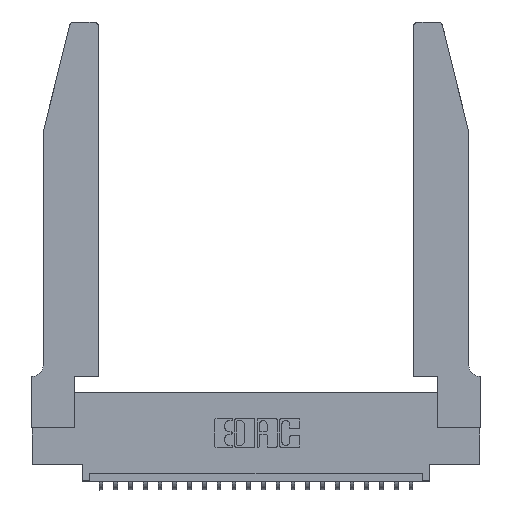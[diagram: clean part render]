
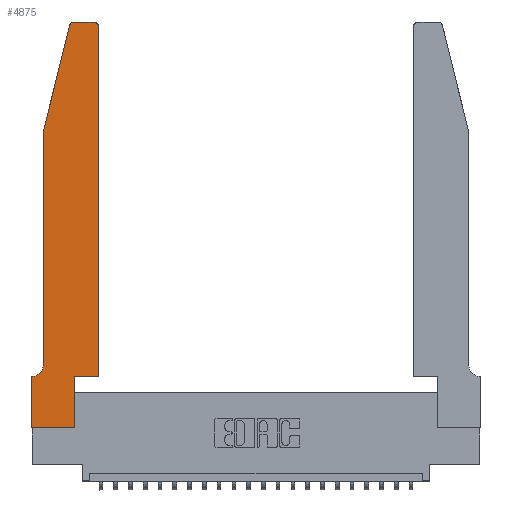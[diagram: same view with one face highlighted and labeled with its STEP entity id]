
A CAD part, top view. The second image highlights one B-rep face of the part: STEP entity #4875.
In plain terms, the highlighted planar face has unit normal (0, 0, 1).
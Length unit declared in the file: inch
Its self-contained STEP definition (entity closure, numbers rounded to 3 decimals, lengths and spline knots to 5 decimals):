
#246 = DIRECTION ( 'NONE',  ( 0., -1., 0. ) ) ;
#872 = CARTESIAN_POINT ( 'NONE',  ( 0.2865, 0.35, 0.37 ) ) ;
#1161 = ORIENTED_EDGE ( 'NONE', *, *, #4715, .T. ) ;
#1389 = VECTOR ( 'NONE', #23127, 39.37008 ) ;
#1592 = DIRECTION ( 'NONE',  ( 0., -1., 0. ) ) ;
#1642 = ORIENTED_EDGE ( 'NONE', *, *, #9362, .T. ) ;
#1685 = LINE ( 'NONE', #6225, #3961 ) ;
#1938 = VECTOR ( 'NONE', #246, 39.37008 ) ;
#2289 = DIRECTION ( 'NONE',  ( 0., 0., 1. ) ) ;
#2428 = CARTESIAN_POINT ( 'NONE',  ( 0.4505, 0.35, 0.37 ) ) ;
#2684 = DIRECTION ( 'NONE',  ( -1., 0., 0. ) ) ;
#3060 = CARTESIAN_POINT ( 'NONE',  ( 0.0055, 0.42, 0.37 ) ) ;
#3188 = VERTEX_POINT ( 'NONE', #15906 ) ;
#3239 = CARTESIAN_POINT ( 'NONE',  ( 0.0755, 2., 0.37 ) ) ;
#3702 = VERTEX_POINT ( 'NONE', #6933 ) ;
#3961 = VECTOR ( 'NONE', #17256, 39.37008 ) ;
#4715 = EDGE_CURVE ( 'NONE', #19634, #20019, #21090, .T. ) ;
#4741 = EDGE_CURVE ( 'NONE', #17335, #14198, #1685, .T. ) ;
#4875 = ADVANCED_FACE ( 'NONE', ( #12797 ), #11873, .T. ) ;
#5134 = DIRECTION ( 'NONE',  ( 1., 0., 0. ) ) ;
#5405 = CARTESIAN_POINT ( 'NONE',  ( 0.2865, 0., 0.37 ) ) ;
#6126 = DIRECTION ( 'NONE',  ( 0., 0., 1. ) ) ;
#6225 = CARTESIAN_POINT ( 'NONE',  ( 0.2605, 2.75, 0.37 ) ) ;
#6304 = LINE ( 'NONE', #872, #1389 ) ;
#6870 = LINE ( 'NONE', #13460, #1938 ) ;
#6933 = CARTESIAN_POINT ( 'NONE',  ( 0.4505, 0.35, 0.37 ) ) ;
#7090 = CARTESIAN_POINT ( 'NONE',  ( 0.284, 2.72, 0.37 ) ) ;
#7190 = CARTESIAN_POINT ( 'NONE',  ( 0., 0., 0.37 ) ) ;
#7981 = DIRECTION ( 'NONE',  ( 1., 0., 0. ) ) ;
#8224 = DIRECTION ( 'NONE',  ( -0.239, -0.971, 0. ) ) ;
#8263 = VECTOR ( 'NONE', #8224, 39.37008 ) ;
#8593 = EDGE_CURVE ( 'NONE', #10691, #14232, #13243, .T. ) ;
#8659 = LINE ( 'NONE', #2428, #9252 ) ;
#8998 = DIRECTION ( 'NONE',  ( 0., 0., 1. ) ) ;
#9252 = VECTOR ( 'NONE', #7981, 39.37008 ) ;
#9362 = EDGE_CURVE ( 'NONE', #14512, #16292, #11044, .T. ) ;
#9491 = ORIENTED_EDGE ( 'NONE', *, *, #8593, .T. ) ;
#9607 = ORIENTED_EDGE ( 'NONE', *, *, #19395, .T. ) ;
#9988 = CARTESIAN_POINT ( 'NONE',  ( 0.0755, 0.35, 0.37 ) ) ;
#10042 = DIRECTION ( 'NONE',  ( -1., 0., 0. ) ) ;
#10196 = DIRECTION ( 'NONE',  ( 1., 0., 0. ) ) ;
#10213 = CARTESIAN_POINT ( 'NONE',  ( 0.2865, 0.35, 0.37 ) ) ;
#10343 = AXIS2_PLACEMENT_3D ( 'NONE', #7090, #8998, #22153 ) ;
#10517 = AXIS2_PLACEMENT_3D ( 'NONE', #19414, #2289, #15385 ) ;
#10691 = VERTEX_POINT ( 'NONE', #18773 ) ;
#10838 = CARTESIAN_POINT ( 'NONE',  ( 0.0055, 0.35, 0.37 ) ) ;
#10977 = AXIS2_PLACEMENT_3D ( 'NONE', #3060, #14148, #10042 ) ;
#11044 = LINE ( 'NONE', #23313, #18959 ) ;
#11507 = EDGE_CURVE ( 'NONE', #3702, #3188, #21512, .T. ) ;
#11873 = PLANE ( 'NONE',  #10517 ) ;
#12222 = EDGE_CURVE ( 'NONE', #14232, #19634, #6870, .T. ) ;
#12541 = EDGE_CURVE ( 'NONE', #20019, #14512, #17172, .T. ) ;
#12797 = FACE_OUTER_BOUND ( 'NONE', #21641, .T. ) ;
#13078 = VERTEX_POINT ( 'NONE', #10213 ) ;
#13243 = LINE ( 'NONE', #19473, #8263 ) ;
#13273 = EDGE_CURVE ( 'NONE', #14198, #10691, #21291, .T. ) ;
#13307 = ORIENTED_EDGE ( 'NONE', *, *, #12222, .T. ) ;
#13460 = CARTESIAN_POINT ( 'NONE',  ( 0.0755, 2., 0.37 ) ) ;
#13627 = VECTOR ( 'NONE', #5134, 39.37008 ) ;
#13934 = ORIENTED_EDGE ( 'NONE', *, *, #18266, .T. ) ;
#13938 = CIRCLE ( 'NONE', #17168, 0.03 ) ;
#14148 = DIRECTION ( 'NONE',  ( 0., 0., -1. ) ) ;
#14198 = VERTEX_POINT ( 'NONE', #16090 ) ;
#14232 = VERTEX_POINT ( 'NONE', #3239 ) ;
#14512 = VERTEX_POINT ( 'NONE', #22460 ) ;
#15012 = CARTESIAN_POINT ( 'NONE',  ( 0.4205, 2.75, 0.37 ) ) ;
#15385 = DIRECTION ( 'NONE',  ( 1., 0., 0. ) ) ;
#15806 = ORIENTED_EDGE ( 'NONE', *, *, #11507, .T. ) ;
#15906 = CARTESIAN_POINT ( 'NONE',  ( 0.4505, 2.72, 0.37 ) ) ;
#16090 = CARTESIAN_POINT ( 'NONE',  ( 0.284, 2.75, 0.37 ) ) ;
#16292 = VERTEX_POINT ( 'NONE', #22999 ) ;
#16477 = VECTOR ( 'NONE', #21884, 39.37008 ) ;
#16568 = LINE ( 'NONE', #7190, #13627 ) ;
#17168 = AXIS2_PLACEMENT_3D ( 'NONE', #17414, #6126, #10196 ) ;
#17172 = LINE ( 'NONE', #9988, #18943 ) ;
#17256 = DIRECTION ( 'NONE',  ( -1., 0., 0. ) ) ;
#17335 = VERTEX_POINT ( 'NONE', #15012 ) ;
#17414 = CARTESIAN_POINT ( 'NONE',  ( 0.4205, 2.72, 0.37 ) ) ;
#17805 = ORIENTED_EDGE ( 'NONE', *, *, #19087, .T. ) ;
#18266 = EDGE_CURVE ( 'NONE', #21828, #13078, #6304, .T. ) ;
#18510 = CARTESIAN_POINT ( 'NONE',  ( 0.0755, 0.42, 0.37 ) ) ;
#18606 = EDGE_CURVE ( 'NONE', #13078, #3702, #8659, .T. ) ;
#18773 = CARTESIAN_POINT ( 'NONE',  ( 0.25487, 2.72718, 0.37 ) ) ;
#18943 = VECTOR ( 'NONE', #2684, 39.37008 ) ;
#18959 = VECTOR ( 'NONE', #1592, 39.37008 ) ;
#19087 = EDGE_CURVE ( 'NONE', #3188, #17335, #13938, .T. ) ;
#19395 = EDGE_CURVE ( 'NONE', #16292, #21828, #16568, .T. ) ;
#19414 = CARTESIAN_POINT ( 'NONE',  ( 0., 0.35, 0.37 ) ) ;
#19473 = CARTESIAN_POINT ( 'NONE',  ( 0.0755, 2., 0.37 ) ) ;
#19634 = VERTEX_POINT ( 'NONE', #18510 ) ;
#20019 = VERTEX_POINT ( 'NONE', #10838 ) ;
#21090 = CIRCLE ( 'NONE', #10977, 0.07 ) ;
#21291 = CIRCLE ( 'NONE', #10343, 0.03 ) ;
#21512 = LINE ( 'NONE', #23345, #16477 ) ;
#21581 = ORIENTED_EDGE ( 'NONE', *, *, #13273, .T. ) ;
#21641 = EDGE_LOOP ( 'NONE', ( #23323, #21581, #9491, #13307, #1161, #23176, #1642, #9607, #13934, #21955, #15806, #17805 ) ) ;
#21828 = VERTEX_POINT ( 'NONE', #5405 ) ;
#21884 = DIRECTION ( 'NONE',  ( 0., 1., 0. ) ) ;
#21955 = ORIENTED_EDGE ( 'NONE', *, *, #18606, .T. ) ;
#22153 = DIRECTION ( 'NONE',  ( 1., 0., 0. ) ) ;
#22460 = CARTESIAN_POINT ( 'NONE',  ( 0., 0.35, 0.37 ) ) ;
#22999 = CARTESIAN_POINT ( 'NONE',  ( 0., 0., 0.37 ) ) ;
#23127 = DIRECTION ( 'NONE',  ( 0., 1., 0. ) ) ;
#23176 = ORIENTED_EDGE ( 'NONE', *, *, #12541, .T. ) ;
#23313 = CARTESIAN_POINT ( 'NONE',  ( 0., 0., 0.37 ) ) ;
#23323 = ORIENTED_EDGE ( 'NONE', *, *, #4741, .T. ) ;
#23345 = CARTESIAN_POINT ( 'NONE',  ( 0.4505, 0.35, 0.37 ) ) ;
